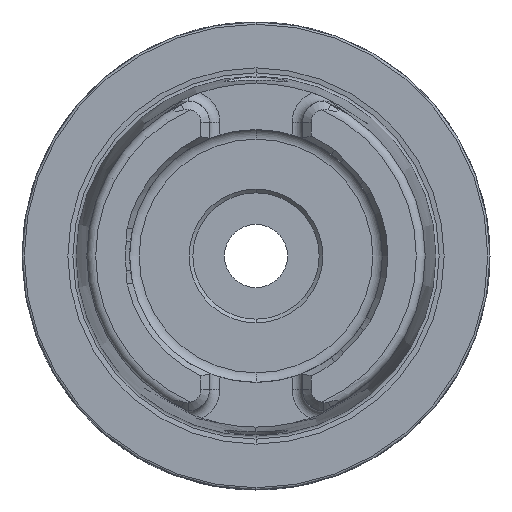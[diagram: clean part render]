
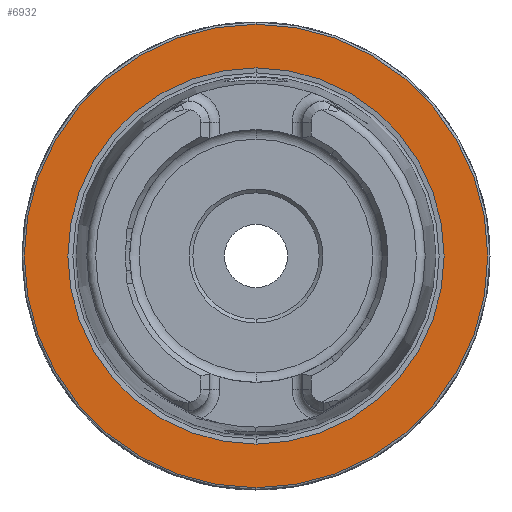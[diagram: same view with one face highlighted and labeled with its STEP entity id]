
A CAD part, left-side view. The second image highlights one B-rep face of the part: STEP entity #6932.
In plain terms, the highlighted planar face has unit normal (-1, 0, 0).
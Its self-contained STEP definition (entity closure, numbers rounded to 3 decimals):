
#627 = CARTESIAN_POINT ( 'NONE',  ( 0., 0., 31.2 ) ) ;
#628 = CARTESIAN_POINT ( 'NONE',  ( 0., 0., -31.2 ) ) ;
#632 = CARTESIAN_POINT ( 'NONE',  ( 0., 0., -25.324 ) ) ;
#633 = CARTESIAN_POINT ( 'NONE',  ( 0., 0., 25.324 ) ) ;
#770 = CARTESIAN_POINT ( 'NONE',  ( 0., 0., 0. ) ) ;
#771 = DIRECTION ( 'NONE',  ( -1., 0., 0. ) ) ;
#772 = DIRECTION ( 'NONE',  ( 0., 0., 1. ) ) ;
#782 = CARTESIAN_POINT ( 'NONE',  ( 0., 0., 0. ) ) ;
#783 = DIRECTION ( 'NONE',  ( -1., 0., 0. ) ) ;
#784 = DIRECTION ( 'NONE',  ( 0., 0., 1. ) ) ;
#1462 = CARTESIAN_POINT ( 'NONE',  ( 0., 0., 0. ) ) ;
#1463 = DIRECTION ( 'NONE',  ( -1., 0., 0. ) ) ;
#1464 = DIRECTION ( 'NONE',  ( 0., 0., 1. ) ) ;
#1465 = CARTESIAN_POINT ( 'NONE',  ( 0., 0., 0. ) ) ;
#1466 = DIRECTION ( 'NONE',  ( -1., 0., 0. ) ) ;
#1467 = DIRECTION ( 'NONE',  ( 0., 0., 1. ) ) ;
#2245 = ORIENTED_EDGE ( 'NONE', *, *, #5229, .T. ) ;
#2246 = ORIENTED_EDGE ( 'NONE', *, *, #3913, .T. ) ;
#2526 = CIRCLE ( 'NONE', #5699, 31.2 ) ;
#2529 = CIRCLE ( 'NONE', #5702, 25.324 ) ;
#3087 = ORIENTED_EDGE ( 'NONE', *, *, #3912, .F. ) ;
#3088 = ORIENTED_EDGE ( 'NONE', *, *, #5233, .F. ) ;
#3912 = EDGE_CURVE ( 'NONE', #4170, #4169, #7234, .T. ) ;
#3913 = EDGE_CURVE ( 'NONE', #4165, #4164, #7239, .T. ) ;
#3975 = EDGE_LOOP ( 'NONE', ( #3087, #3088 ) ) ;
#3996 = EDGE_LOOP ( 'NONE', ( #2245, #2246 ) ) ;
#4164 = VERTEX_POINT ( 'NONE', #627 ) ;
#4165 = VERTEX_POINT ( 'NONE', #628 ) ;
#4169 = VERTEX_POINT ( 'NONE', #632 ) ;
#4170 = VERTEX_POINT ( 'NONE', #633 ) ;
#5229 = EDGE_CURVE ( 'NONE', #4164, #4165, #2526, .T. ) ;
#5233 = EDGE_CURVE ( 'NONE', #4169, #4170, #2529, .T. ) ;
#5564 = AXIS2_PLACEMENT_3D ( 'NONE', #1462, #1463, #1464 ) ;
#5565 = AXIS2_PLACEMENT_3D ( 'NONE', #1465, #1466, #1467 ) ;
#5699 = AXIS2_PLACEMENT_3D ( 'NONE', #770, #771, #772 ) ;
#5702 = AXIS2_PLACEMENT_3D ( 'NONE', #782, #783, #784 ) ;
#5929 = AXIS2_PLACEMENT_3D ( 'NONE', #10047, #10052, #10053 ) ;
#6228 = FACE_OUTER_BOUND ( 'NONE', #3996, .T. ) ;
#6231 = FACE_BOUND ( 'NONE', #3975, .T. ) ;
#6932 = ADVANCED_FACE ( 'NONE', ( #6231, #6228 ), #10050, .F. ) ;
#7234 = CIRCLE ( 'NONE', #5564, 25.324 ) ;
#7239 = CIRCLE ( 'NONE', #5565, 31.2 ) ;
#10047 = CARTESIAN_POINT ( 'NONE',  ( 0., 31.2, 0. ) ) ;
#10050 = PLANE ( 'NONE',  #5929 ) ;
#10052 = DIRECTION ( 'NONE',  ( 1., 0., 0. ) ) ;
#10053 = DIRECTION ( 'NONE',  ( 0., 0., -1. ) ) ;
